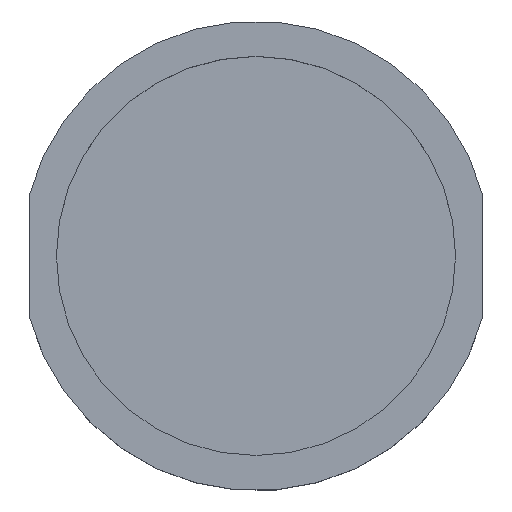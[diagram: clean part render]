
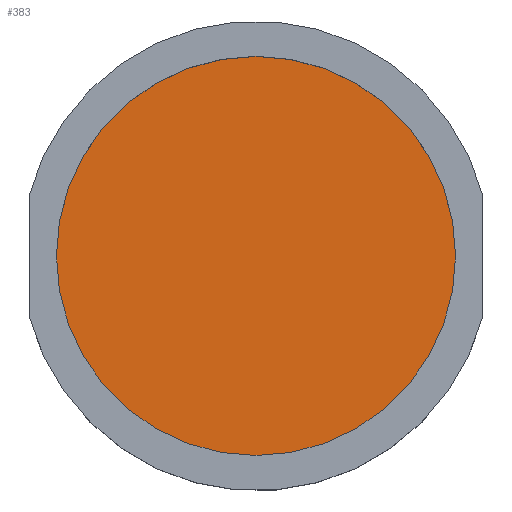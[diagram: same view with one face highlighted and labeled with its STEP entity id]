
A CAD part, top view. The second image highlights one B-rep face of the part: STEP entity #383.
In plain terms, the highlighted planar face has unit normal (0, 0, 1).
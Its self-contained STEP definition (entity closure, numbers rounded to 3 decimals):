
#360=CARTESIAN_POINT('Axis2P3D Location',(0.,0.,4.7)) ;
#365=CARTESIAN_POINT('Axis2P3D Location',(0.,0.,4.7)) ;
#369=CARTESIAN_POINT('Vertex',(25.5,0.,4.7)) ;
#371=CARTESIAN_POINT('Vertex',(-25.5,0.,4.7)) ;
#374=CARTESIAN_POINT('Axis2P3D Location',(0.,0.,4.7)) ;
#361=DIRECTION('Axis2P3D Direction',(0.,0.,1.)) ;
#362=DIRECTION('Axis2P3D XDirection',(1.,0.,0.)) ;
#366=DIRECTION('Axis2P3D Direction',(0.,0.,1.)) ;
#375=DIRECTION('Axis2P3D Direction',(0.,0.,1.)) ;
#363=AXIS2_PLACEMENT_3D('Plane Axis2P3D',#360,#361,#362) ;
#367=AXIS2_PLACEMENT_3D('Circle Axis2P3D',#365,#366,$) ;
#376=AXIS2_PLACEMENT_3D('Circle Axis2P3D',#374,#375,$) ;
#380=ORIENTED_EDGE('',*,*,#373,.T.) ;
#381=ORIENTED_EDGE('',*,*,#378,.T.) ;
#383=ADVANCED_FACE('PartBody',(#382),#364,.T.) ;
#368=CIRCLE('generated circle',#367,25.5) ;
#377=CIRCLE('generated circle',#376,25.5) ;
#373=EDGE_CURVE('',#370,#372,#368,.T.) ;
#378=EDGE_CURVE('',#372,#370,#377,.T.) ;
#379=EDGE_LOOP('',(#380,#381)) ;
#382=FACE_OUTER_BOUND('',#379,.T.) ;
#364=PLANE('',#363) ;
#370=VERTEX_POINT('',#369) ;
#372=VERTEX_POINT('',#371) ;
